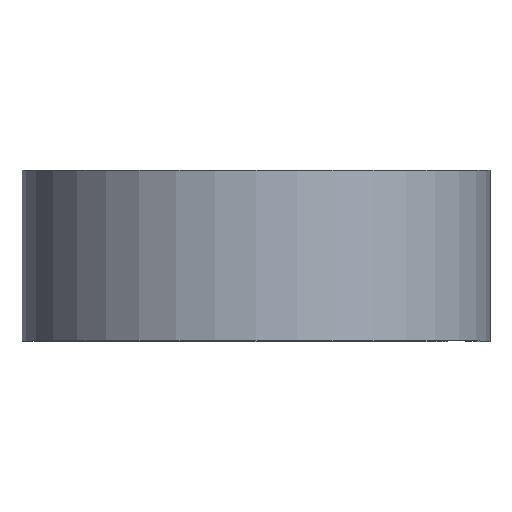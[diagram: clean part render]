
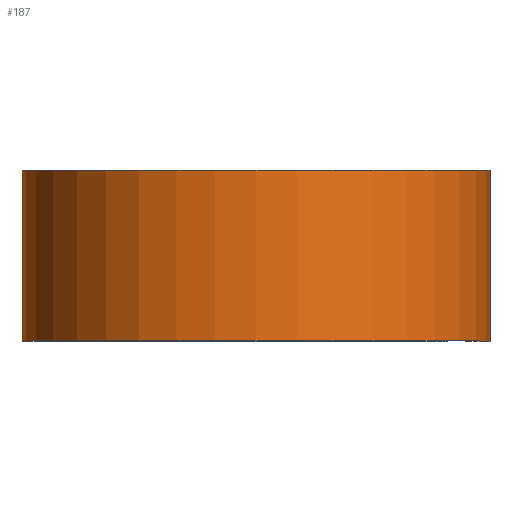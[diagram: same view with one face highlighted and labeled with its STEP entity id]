
A CAD part, top view. The second image highlights one B-rep face of the part: STEP entity #187.
In plain terms, the highlighted cylindrical face has radius 26.124 mm (diameter 52.248 mm), a partial arc.
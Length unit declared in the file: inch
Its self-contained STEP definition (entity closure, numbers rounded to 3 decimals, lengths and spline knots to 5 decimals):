
#6 = DIRECTION ( 'NONE',  ( 0., 0., -1. ) ) ;
#27 = CARTESIAN_POINT ( 'NONE',  ( 1.0285, 0.375, 0. ) ) ;
#31 = CARTESIAN_POINT ( 'NONE',  ( 1.0285, 0.375, 0. ) ) ;
#37 = VERTEX_POINT ( 'NONE', #186 ) ;
#38 = EDGE_CURVE ( 'NONE', #633, #524, #79, .T. ) ;
#58 = DIRECTION ( 'NONE',  ( 0., -1., 0. ) ) ;
#79 = CIRCLE ( 'NONE', #286, 1.0285 ) ;
#113 = CARTESIAN_POINT ( 'NONE',  ( 0., 0.375, 0. ) ) ;
#116 = DIRECTION ( 'NONE',  ( 0., -1., 0. ) ) ;
#133 = ORIENTED_EDGE ( 'NONE', *, *, #38, .T. ) ;
#186 = CARTESIAN_POINT ( 'NONE',  ( 0., 0.375, -1.0285 ) ) ;
#187 = ADVANCED_FACE ( 'NONE', ( #514 ), #502, .T. ) ;
#188 = AXIS2_PLACEMENT_3D ( 'NONE', #113, #116, #6 ) ;
#205 = AXIS2_PLACEMENT_3D ( 'NONE', #427, #430, #432 ) ;
#219 = EDGE_CURVE ( 'NONE', #444, #524, #485, .T. ) ;
#232 = EDGE_CURVE ( 'NONE', #37, #444, #474, .T. ) ;
#252 = ORIENTED_EDGE ( 'NONE', *, *, #219, .F. ) ;
#286 = AXIS2_PLACEMENT_3D ( 'NONE', #508, #491, #429 ) ;
#292 = DIRECTION ( 'NONE',  ( 0., -1., 0. ) ) ;
#340 = CARTESIAN_POINT ( 'NONE',  ( 0., 0.375, -1.0285 ) ) ;
#376 = VECTOR ( 'NONE', #292, 39.37008 ) ;
#396 = LINE ( 'NONE', #340, #376 ) ;
#425 = EDGE_CURVE ( 'NONE', #37, #633, #396, .T. ) ;
#427 = CARTESIAN_POINT ( 'NONE',  ( 0., 0.375, 0. ) ) ;
#429 = DIRECTION ( 'NONE',  ( 1., 0., 0. ) ) ;
#430 = DIRECTION ( 'NONE',  ( 0., 1., 0. ) ) ;
#432 = DIRECTION ( 'NONE',  ( 1., 0., 0. ) ) ;
#444 = VERTEX_POINT ( 'NONE', #27 ) ;
#474 = CIRCLE ( 'NONE', #205, 1.0285 ) ;
#485 = LINE ( 'NONE', #31, #499 ) ;
#491 = DIRECTION ( 'NONE',  ( 0., 1., 0. ) ) ;
#499 = VECTOR ( 'NONE', #58, 39.37008 ) ;
#502 = CYLINDRICAL_SURFACE ( 'NONE', #188, 1.0285 ) ;
#508 = CARTESIAN_POINT ( 'NONE',  ( 0., -0.375, 0. ) ) ;
#514 = FACE_OUTER_BOUND ( 'NONE', #583, .T. ) ;
#524 = VERTEX_POINT ( 'NONE', #595 ) ;
#556 = ORIENTED_EDGE ( 'NONE', *, *, #232, .F. ) ;
#583 = EDGE_LOOP ( 'NONE', ( #133, #252, #556, #627 ) ) ;
#595 = CARTESIAN_POINT ( 'NONE',  ( 1.0285, -0.375, 0. ) ) ;
#623 = CARTESIAN_POINT ( 'NONE',  ( 0., -0.375, -1.0285 ) ) ;
#627 = ORIENTED_EDGE ( 'NONE', *, *, #425, .T. ) ;
#633 = VERTEX_POINT ( 'NONE', #623 ) ;
